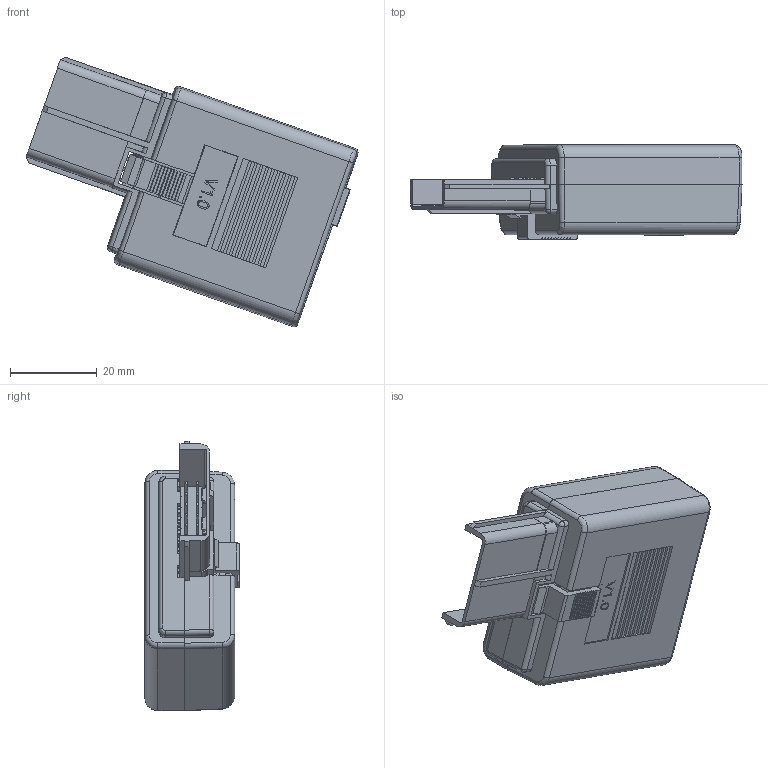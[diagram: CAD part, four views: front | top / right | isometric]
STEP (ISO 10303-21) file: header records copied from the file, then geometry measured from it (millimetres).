
FILE_DESCRIPTION((''),'2;1');
FILE_NAME('ASSBSB','2025-02-10T',(''),(''),'PRO/ENGINEER BY PARAMETRIC TECHNOLOGY CORPORATION, 2003250','PRO/ENGINEER BY PARAMETRIC TECHNOLOGY CORPORATION, 2003250','');
FILE_SCHEMA(('CONFIG_CONTROL_DESIGN'));
Length unit declared in the file: millimetre
Products named in the file (28): TOP_2024_10; LABEL-WITH-DESIGN-VERSION; REAR_COVER_00; BOTTOM_2025_03; R_AXIAL_DIN0207_L63MM_D25MM_P10; R_AXIAL_DIN0207_L6_3MM_D2_5MM_P_ASM; PINHEADER_2X08_P254MM_HORIZONTA; PINHEADER_2X08_P2_54MM_HORIZONT_ASM; D_DO-35_SOD27_P10_16MM_HO-11462; D_DO-35_SOD27_P10_16MM_HO-11439_ASM; BATTERYHOLDER_KEYSTONE_30-11891; BATTERYHOLDER_KEYSTONE_30-11868_ASM; C_RECT_L70MM_W20MM_P500MM; C_RECT_L7_0MM_W2_0MM_P5_00MM_ASM; MANIFOLD_SOLID_BREP_17186; MANIFOLD_SOLID_BREP_18067; MANIFOLD_SOLID_BREP_18419; MANIFOLD_SOLID_BREP_18645; MANIFOLD_SOLID_BREP_19028; BARRELJACK_HORIZONTAL-17185_ASM; BARRELJACK_HORIZONTAL-17162_ASM; D_DO-41_SOD81_P10_16MM_HO-19260; D_DO-41_SOD81_P10_16MM_HO-19237_ASM; LED_D3_0MM-19637; LED_D3_0MM-19614_ASM; TOP-SLOT_-_BATSAVE_BASIC_PCB; ASSEMBLY_TOP-SLOT_BATSAVE_1_ASM; ASSBSB
Assembly tree (28 placements, depth 5):
  ASSBSB
    TOP_2024_10
    LABEL-WITH-DESIGN-VERSION
    REAR_COVER_00
    BOTTOM_2025_03
    ASSEMBLY_TOP-SLOT_BATSAVE_1_ASM
      R_AXIAL_DIN0207_L6_3MM_D2_5MM_P_ASM
        R_AXIAL_DIN0207_L63MM_D25MM_P10
      PINHEADER_2X08_P2_54MM_HORIZONT_ASM
        PINHEADER_2X08_P254MM_HORIZONTA
      D_DO-35_SOD27_P10_16MM_HO-11439_ASM
        D_DO-35_SOD27_P10_16MM_HO-11462
      BATTERYHOLDER_KEYSTONE_30-11868_ASM  x2
        BATTERYHOLDER_KEYSTONE_30-11891
      C_RECT_L7_0MM_W2_0MM_P5_00MM_ASM
        C_RECT_L70MM_W20MM_P500MM
      BARRELJACK_HORIZONTAL-17162_ASM
        BARRELJACK_HORIZONTAL-17185_ASM
          MANIFOLD_SOLID_BREP_17186
          MANIFOLD_SOLID_BREP_18067
          MANIFOLD_SOLID_BREP_18419
          MANIFOLD_SOLID_BREP_18645
          MANIFOLD_SOLID_BREP_19028
      D_DO-41_SOD81_P10_16MM_HO-19237_ASM
        D_DO-41_SOD81_P10_16MM_HO-19260
      LED_D3_0MM-19614_ASM
        LED_D3_0MM-19637
      TOP-SLOT_-_BATSAVE_BASIC_PCB
Bounding box: 76.36 x 21.66 x 61.98 mm (x, y, z)
Volume: 18261.2 mm3; surface area: 26281.7 mm2
Topology: 19 solids, 21 shells, 1639 faces, 4110 edges, 2552 vertices
Faces by surface type: plane 1254, cylinder 309, torus 20, extrusion 19, sphere 15, cone 12, bspline 10
Entity records: 44800 total; most frequent: CARTESIAN_POINT 8466, ORIENTED_EDGE 7382, DIRECTION 7358, EDGE_CURVE 3694, VECTOR 2924, LINE 2905, VERTEX_POINT 2314, AXIS2_PLACEMENT_3D 2217
